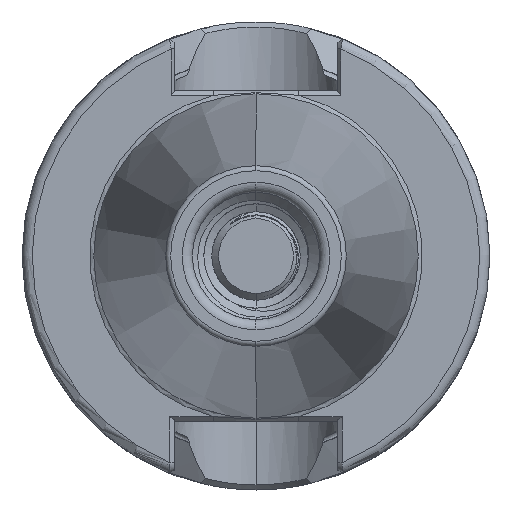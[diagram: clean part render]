
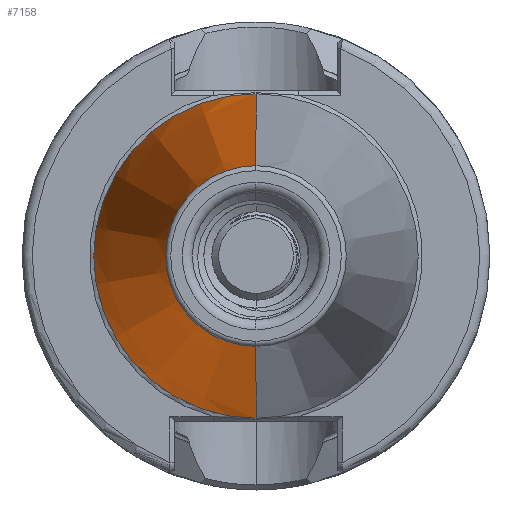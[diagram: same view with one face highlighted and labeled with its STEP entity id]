
A CAD part, left-side view. The second image highlights one B-rep face of the part: STEP entity #7158.
In plain terms, the highlighted conical face has half-angle 8.297 degrees and reference radius 15.948 mm.
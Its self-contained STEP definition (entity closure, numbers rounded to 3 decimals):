
#4273 = EDGE_CURVE ( 'NONE', #12456, #12455, #5981, .T. ) ;
#4295 = EDGE_CURVE ( 'NONE', #12466, #12502, #5903, .T. ) ;
#4322 = EDGE_CURVE ( 'NONE', #12455, #12502, #6103, .T. ) ;
#4353 = EDGE_CURVE ( 'NONE', #12456, #12466, #6142, .T. ) ;
#5577 = ORIENTED_EDGE ( 'NONE', *, *, #4322, .F. ) ;
#5599 = ORIENTED_EDGE ( 'NONE', *, *, #4295, .T. ) ;
#5605 = ORIENTED_EDGE ( 'NONE', *, *, #4353, .T. ) ;
#5903 = LINE ( 'NONE', #16300, #5957 ) ;
#5951 = VECTOR ( 'NONE', #6868, 1000. ) ;
#5957 = VECTOR ( 'NONE', #16282, 1000. ) ;
#5981 = LINE ( 'NONE', #6864, #5951 ) ;
#6103 = CIRCLE ( 'NONE', #10266, 15.948 ) ;
#6142 = CIRCLE ( 'NONE', #10263, 8.879 ) ;
#6864 = CARTESIAN_POINT ( 'NONE',  ( -1.5, 0., -15.948 ) ) ;
#6868 = DIRECTION ( 'NONE',  ( 0.99, 0., -0.144 ) ) ;
#7158 = ADVANCED_FACE ( 'NONE', ( #12703 ), #12701, .T. ) ;
#9649 = CARTESIAN_POINT ( 'NONE',  ( -1.5, 0., -15.948 ) ) ;
#9672 = CARTESIAN_POINT ( 'NONE',  ( -49.972, 0., -8.879 ) ) ;
#9694 = CARTESIAN_POINT ( 'NONE',  ( -49.972, 0., 8.879 ) ) ;
#9715 = CARTESIAN_POINT ( 'NONE',  ( -1.5, 0., 15.948 ) ) ;
#10263 = AXIS2_PLACEMENT_3D ( 'NONE', #16559, #16560, #16565 ) ;
#10266 = AXIS2_PLACEMENT_3D ( 'NONE', #16427, #16395, #16402 ) ;
#11422 = DIRECTION ( 'NONE',  ( 0., 0., -1. ) ) ;
#11434 = DIRECTION ( 'NONE',  ( 1., 0., 0. ) ) ;
#11443 = CARTESIAN_POINT ( 'NONE',  ( -1.5, 0., 0. ) ) ;
#12455 = VERTEX_POINT ( 'NONE', #9649 ) ;
#12456 = VERTEX_POINT ( 'NONE', #9672 ) ;
#12466 = VERTEX_POINT ( 'NONE', #9694 ) ;
#12502 = VERTEX_POINT ( 'NONE', #9715 ) ;
#12701 = CONICAL_SURFACE ( 'NONE', #13536, 15.948, 0.145 ) ;
#12703 = FACE_OUTER_BOUND ( 'NONE', #17607, .T. ) ;
#13536 = AXIS2_PLACEMENT_3D ( 'NONE', #11443, #11434, #11422 ) ;
#16282 = DIRECTION ( 'NONE',  ( 0.99, 0., 0.144 ) ) ;
#16300 = CARTESIAN_POINT ( 'NONE',  ( -1.5, 0., 15.948 ) ) ;
#16395 = DIRECTION ( 'NONE',  ( 1., 0., 0. ) ) ;
#16402 = DIRECTION ( 'NONE',  ( 0., 0., -1. ) ) ;
#16427 = CARTESIAN_POINT ( 'NONE',  ( -1.5, 0., 0. ) ) ;
#16559 = CARTESIAN_POINT ( 'NONE',  ( -49.972, 0., 0. ) ) ;
#16560 = DIRECTION ( 'NONE',  ( 1., 0., 0. ) ) ;
#16565 = DIRECTION ( 'NONE',  ( 0., 0., -1. ) ) ;
#17607 = EDGE_LOOP ( 'NONE', ( #5605, #5599, #5577, #17961 ) ) ;
#17961 = ORIENTED_EDGE ( 'NONE', *, *, #4273, .F. ) ;
